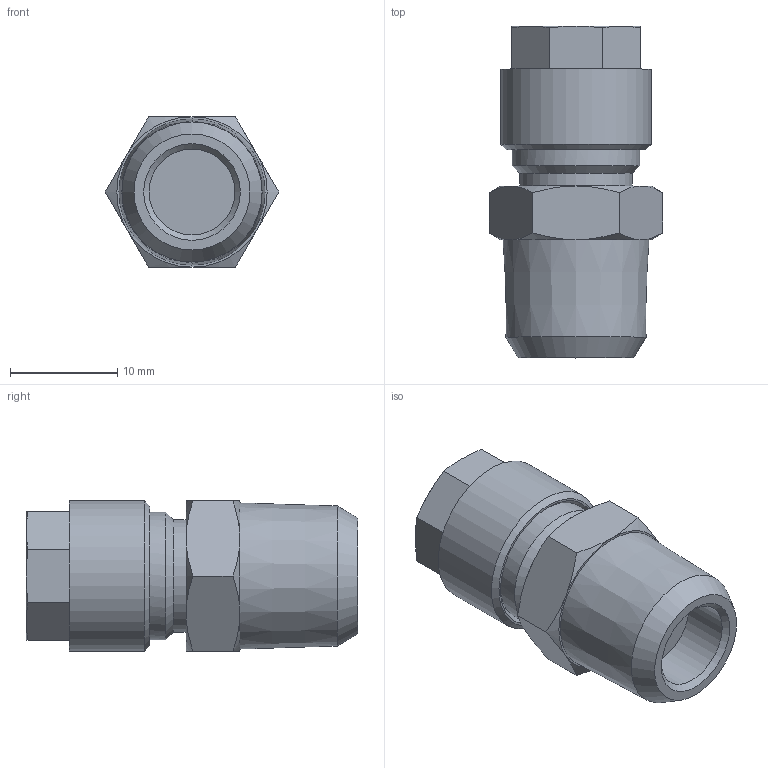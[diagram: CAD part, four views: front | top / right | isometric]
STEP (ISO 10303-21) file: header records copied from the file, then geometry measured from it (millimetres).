
FILE_DESCRIPTION(/* description */ (''),/* implementation_level */ '2;1');
FILE_NAME(/* name */ 'ck_146_k_msv.stp',/* time_stamp */ '2016-10-20T16:07:53+02:00',/* author */ ('hamoud'),/* organization */ (''),/* preprocessor_version */ 'ST-DEVELOPER v15.6',/* originating_system */ 'Autodesk Inventor LT ',/* authorisation */ '');
FILE_SCHEMA (('AUTOMOTIVE_DESIGN { 1 0 10303 214 3 1 1 }'));
Length unit declared in the file: millimetre
Products named in the file (1): ck_146_k_msv
Bounding box: 16.17 x 30.9 x 14 mm (x, y, z)
Volume: 3929.9 mm3; surface area: 1870.7 mm2
Topology: 1 solids, 1 shells, 54 faces, 116 edges, 70 vertices
Faces by surface type: cone 26, plane 22, cylinder 5, torus 1
Full cylindrical faces by diameter (mm): 8 x1, 8.2 x1, 10.5 x1, 11.9 x1, 14 x1
Entity records: 1327 total; most frequent: CARTESIAN_POINT 299, DIRECTION 206, ORIENTED_EDGE 198, EDGE_CURVE 99, AXIS2_PLACEMENT_3D 92, EDGE_LOOP 72, VERTEX_POINT 65, FACE_OUTER_BOUND 54
